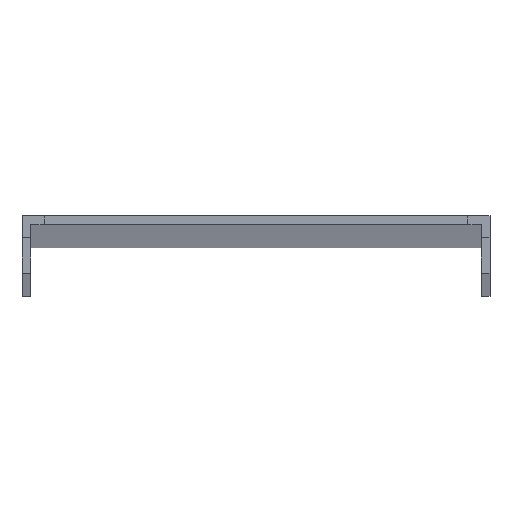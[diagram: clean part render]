
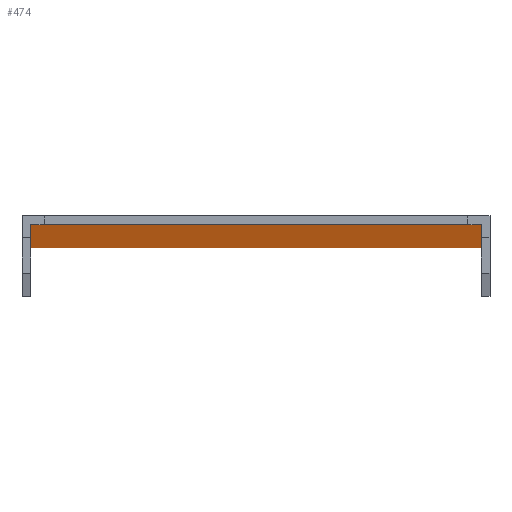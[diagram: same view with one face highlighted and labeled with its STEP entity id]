
A CAD part, top view. The second image highlights one B-rep face of the part: STEP entity #474.
In plain terms, the highlighted planar face has unit normal (0, -1, 0).
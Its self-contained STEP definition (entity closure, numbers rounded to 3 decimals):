
#1 = EDGE_CURVE ( 'NONE', #596, #161, #322, .T. ) ;
#6 = CARTESIAN_POINT ( 'NONE',  ( 51., -2., -3000. ) ) ;
#16 = VECTOR ( 'NONE', #354, 1000. ) ;
#24 = EDGE_CURVE ( 'NONE', #469, #63, #222, .T. ) ;
#27 = CARTESIAN_POINT ( 'NONE',  ( 51., -2., 0. ) ) ;
#33 = CARTESIAN_POINT ( 'NONE',  ( -53., -2., 0. ) ) ;
#43 = CARTESIAN_POINT ( 'NONE',  ( -48., -2., 0. ) ) ;
#46 = DIRECTION ( 'NONE',  ( 0., 0., -1. ) ) ;
#51 = VECTOR ( 'NONE', #531, 1000. ) ;
#53 = EDGE_CURVE ( 'NONE', #73, #580, #555, .T. ) ;
#63 = VERTEX_POINT ( 'NONE', #27 ) ;
#66 = VECTOR ( 'NONE', #340, 1000. ) ;
#73 = VERTEX_POINT ( 'NONE', #223 ) ;
#74 = DIRECTION ( 'NONE',  ( -1., 0., 0. ) ) ;
#88 = VECTOR ( 'NONE', #225, 1000. ) ;
#92 = EDGE_CURVE ( 'NONE', #345, #596, #288, .T. ) ;
#111 = ORIENTED_EDGE ( 'NONE', *, *, #53, .T. ) ;
#115 = EDGE_CURVE ( 'NONE', #352, #73, #513, .T. ) ;
#121 = CARTESIAN_POINT ( 'NONE',  ( -53., -2., -3000. ) ) ;
#135 = EDGE_CURVE ( 'NONE', #352, #161, #259, .T. ) ;
#161 = VERTEX_POINT ( 'NONE', #267 ) ;
#179 = VECTOR ( 'NONE', #46, 1000. ) ;
#203 = ORIENTED_EDGE ( 'NONE', *, *, #135, .F. ) ;
#222 = LINE ( 'NONE', #348, #88 ) ;
#223 = CARTESIAN_POINT ( 'NONE',  ( 48., -2., -3000. ) ) ;
#225 = DIRECTION ( 'NONE',  ( 1., 0., 0. ) ) ;
#235 = ORIENTED_EDGE ( 'NONE', *, *, #1, .T. ) ;
#242 = PLANE ( 'NONE',  #441 ) ;
#244 = VECTOR ( 'NONE', #74, 1000. ) ;
#247 = EDGE_CURVE ( 'NONE', #345, #469, #351, .T. ) ;
#250 = DIRECTION ( 'NONE',  ( 0., 0., -1. ) ) ;
#259 = LINE ( 'NONE', #121, #244 ) ;
#267 = CARTESIAN_POINT ( 'NONE',  ( -51., -2., -3000. ) ) ;
#288 = LINE ( 'NONE', #584, #51 ) ;
#297 = DIRECTION ( 'NONE',  ( 0., 0., -1. ) ) ;
#308 = LINE ( 'NONE', #6, #179 ) ;
#309 = VECTOR ( 'NONE', #485, 1000. ) ;
#322 = LINE ( 'NONE', #577, #359 ) ;
#328 = DIRECTION ( 'NONE',  ( 0., -1., 0. ) ) ;
#340 = DIRECTION ( 'NONE',  ( 1., 0., 0. ) ) ;
#345 = VERTEX_POINT ( 'NONE', #43 ) ;
#348 = CARTESIAN_POINT ( 'NONE',  ( -53., -2., 0. ) ) ;
#351 = LINE ( 'NONE', #33, #16 ) ;
#352 = VERTEX_POINT ( 'NONE', #414 ) ;
#354 = DIRECTION ( 'NONE',  ( 1., 0., 0. ) ) ;
#359 = VECTOR ( 'NONE', #297, 1000. ) ;
#382 = CARTESIAN_POINT ( 'NONE',  ( -51., -2., 0. ) ) ;
#393 = ORIENTED_EDGE ( 'NONE', *, *, #92, .T. ) ;
#403 = EDGE_CURVE ( 'NONE', #63, #580, #308, .T. ) ;
#409 = ORIENTED_EDGE ( 'NONE', *, *, #403, .F. ) ;
#414 = CARTESIAN_POINT ( 'NONE',  ( -48., -2., -3000. ) ) ;
#441 = AXIS2_PLACEMENT_3D ( 'NONE', #565, #328, #250 ) ;
#444 = CARTESIAN_POINT ( 'NONE',  ( 48., -2., -3000. ) ) ;
#447 = FACE_OUTER_BOUND ( 'NONE', #473, .T. ) ;
#449 = ORIENTED_EDGE ( 'NONE', *, *, #247, .F. ) ;
#469 = VERTEX_POINT ( 'NONE', #559 ) ;
#473 = EDGE_LOOP ( 'NONE', ( #449, #393, #235, #203, #511, #111, #409, #497 ) ) ;
#474 = ADVANCED_FACE ( 'NONE', ( #447 ), #242, .T. ) ;
#482 = CARTESIAN_POINT ( 'NONE',  ( 51., -2., -3000. ) ) ;
#485 = DIRECTION ( 'NONE',  ( 1., 0., 0. ) ) ;
#497 = ORIENTED_EDGE ( 'NONE', *, *, #24, .F. ) ;
#511 = ORIENTED_EDGE ( 'NONE', *, *, #115, .T. ) ;
#513 = LINE ( 'NONE', #579, #66 ) ;
#531 = DIRECTION ( 'NONE',  ( -1., 0., 0. ) ) ;
#555 = LINE ( 'NONE', #444, #309 ) ;
#559 = CARTESIAN_POINT ( 'NONE',  ( 48., -2., 0. ) ) ;
#565 = CARTESIAN_POINT ( 'NONE',  ( -53., -2., -3000. ) ) ;
#577 = CARTESIAN_POINT ( 'NONE',  ( -51., -2., -3000. ) ) ;
#579 = CARTESIAN_POINT ( 'NONE',  ( -53., -2., -3000. ) ) ;
#580 = VERTEX_POINT ( 'NONE', #482 ) ;
#584 = CARTESIAN_POINT ( 'NONE',  ( -48., -2., 0. ) ) ;
#596 = VERTEX_POINT ( 'NONE', #382 ) ;
